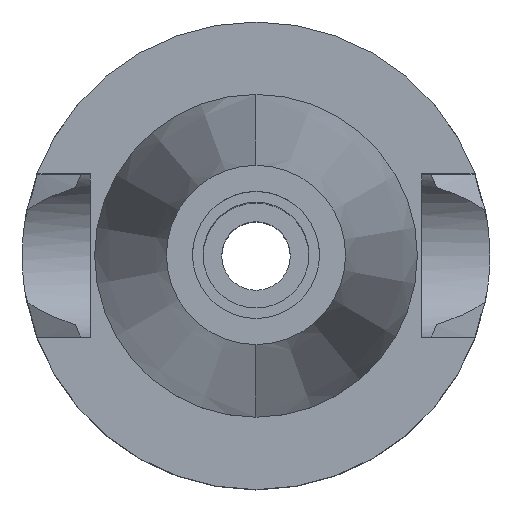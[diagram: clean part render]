
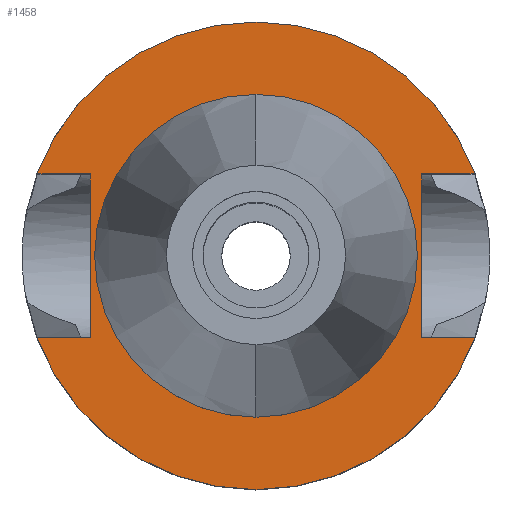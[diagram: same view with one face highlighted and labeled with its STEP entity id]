
A CAD part, top view. The second image highlights one B-rep face of the part: STEP entity #1458.
In plain terms, the highlighted planar face has unit normal (0, 0, 1).
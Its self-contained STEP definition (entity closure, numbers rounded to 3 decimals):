
#94=DIRECTION('',(0.,1.,0.));
#95=VECTOR('',#94,16.1);
#96=CARTESIAN_POINT('',(-16.3,-8.05,-1.));
#97=LINE('',#96,#95);
#101=DIRECTION('',(-1.,0.,0.));
#102=VECTOR('',#101,5.245);
#103=CARTESIAN_POINT('',(-16.3,8.05,-1.));
#104=LINE('',#103,#102);
#108=CARTESIAN_POINT('',(0.,0.,-1.));
#109=DIRECTION('',(0.,0.,-1.));
#110=DIRECTION('',(-0.937,0.35,0.));
#111=AXIS2_PLACEMENT_3D('',#108,#109,#110);
#116=CARTESIAN_POINT('',(0.,0.,-1.));
#117=DIRECTION('',(0.,0.,-1.));
#118=DIRECTION('',(0.,1.,0.));
#119=AXIS2_PLACEMENT_3D('',#116,#117,#118);
#124=DIRECTION('',(0.,-1.,0.));
#125=VECTOR('',#124,16.1);
#126=CARTESIAN_POINT('',(16.3,8.05,-1.));
#127=LINE('',#126,#125);
#131=DIRECTION('',(1.,0.,0.));
#132=VECTOR('',#131,5.245);
#133=CARTESIAN_POINT('',(16.3,-8.05,-1.));
#134=LINE('',#133,#132);
#138=CARTESIAN_POINT('',(0.,0.,-1.));
#139=DIRECTION('',(0.,0.,-1.));
#140=DIRECTION('',(0.937,-0.35,0.));
#141=AXIS2_PLACEMENT_3D('',#138,#139,#140);
#146=CARTESIAN_POINT('',(0.,0.,-1.));
#147=DIRECTION('',(0.,0.,-1.));
#148=DIRECTION('',(0.,-1.,0.));
#149=AXIS2_PLACEMENT_3D('',#146,#147,#148);
#154=CARTESIAN_POINT('',(0.,0.,-1.));
#155=DIRECTION('',(0.,0.,1.));
#156=DIRECTION('',(0.,-1.,0.));
#157=AXIS2_PLACEMENT_3D('',#154,#155,#156);
#162=CARTESIAN_POINT('',(0.,0.,-1.));
#163=DIRECTION('',(0.,0.,1.));
#164=DIRECTION('',(0.,1.,0.));
#165=AXIS2_PLACEMENT_3D('',#162,#163,#164);
#210=DIRECTION('',(-1.,0.,0.));
#211=VECTOR('',#210,5.245);
#212=CARTESIAN_POINT('',(-16.3,-8.05,-1.));
#213=LINE('',#212,#211);
#333=DIRECTION('',(1.,0.,0.));
#334=VECTOR('',#333,5.245);
#335=CARTESIAN_POINT('',(16.3,8.05,-1.));
#336=LINE('',#335,#334);
#1309=CARTESIAN_POINT('',(-16.3,-8.05,-1.));
#1310=VERTEX_POINT('',#1309);
#1311=CARTESIAN_POINT('',(-21.545,-8.05,-1.));
#1312=VERTEX_POINT('',#1311);
#1313=CARTESIAN_POINT('',(-16.3,8.05,-1.));
#1314=VERTEX_POINT('',#1313);
#1315=CARTESIAN_POINT('',(-21.545,8.05,-1.));
#1316=VERTEX_POINT('',#1315);
#1317=CARTESIAN_POINT('',(0.,23.,-1.));
#1318=CARTESIAN_POINT('',(21.545,8.05,-1.));
#1319=VERTEX_POINT('',#1317);
#1320=VERTEX_POINT('',#1318);
#1321=CARTESIAN_POINT('',(16.3,8.05,-1.));
#1322=VERTEX_POINT('',#1321);
#1323=CARTESIAN_POINT('',(16.3,-8.05,-1.));
#1324=VERTEX_POINT('',#1323);
#1325=CARTESIAN_POINT('',(21.545,-8.05,-1.));
#1326=VERTEX_POINT('',#1325);
#1327=CARTESIAN_POINT('',(0.,-23.,-1.));
#1328=VERTEX_POINT('',#1327);
#1329=CARTESIAN_POINT('',(0.,-15.875,-1.));
#1330=CARTESIAN_POINT('',(0.,15.875,-1.));
#1331=VERTEX_POINT('',#1329);
#1332=VERTEX_POINT('',#1330);
#1427=CARTESIAN_POINT('',(0.,0.,-1.));
#1428=DIRECTION('',(0.,0.,-1.));
#1429=DIRECTION('',(0.,-1.,0.));
#1430=AXIS2_PLACEMENT_3D('',#1427,#1428,#1429);
#1431=PLANE('',#1430);
#1433=ORIENTED_EDGE('',*,*,#1432,.T.);
#1435=ORIENTED_EDGE('',*,*,#1434,.T.);
#1437=ORIENTED_EDGE('',*,*,#1436,.T.);
#1439=ORIENTED_EDGE('',*,*,#1438,.T.);
#1441=ORIENTED_EDGE('',*,*,#1440,.F.);
#1443=ORIENTED_EDGE('',*,*,#1442,.T.);
#1445=ORIENTED_EDGE('',*,*,#1444,.T.);
#1447=ORIENTED_EDGE('',*,*,#1446,.T.);
#1449=ORIENTED_EDGE('',*,*,#1448,.T.);
#1451=ORIENTED_EDGE('',*,*,#1450,.F.);
#1452=EDGE_LOOP('',(#1433,#1435,#1437,#1439,#1441,#1443,#1445,#1447,#1449,
#1451));
#1453=FACE_OUTER_BOUND('',#1452,.F.);
#1454=ORIENTED_EDGE('',*,*,#1406,.T.);
#1455=ORIENTED_EDGE('',*,*,#1422,.T.);
#1456=EDGE_LOOP('',(#1454,#1455));
#1457=FACE_BOUND('',#1456,.F.);
#112=CIRCLE('',#111,23.);
#120=CIRCLE('',#119,23.);
#142=CIRCLE('',#141,23.);
#150=CIRCLE('',#149,23.);
#158=CIRCLE('',#157,15.875);
#166=CIRCLE('',#165,15.875);
#1406=EDGE_CURVE('',#1331,#1332,#158,.T.);
#1422=EDGE_CURVE('',#1332,#1331,#166,.T.);
#1432=EDGE_CURVE('',#1310,#1314,#97,.T.);
#1434=EDGE_CURVE('',#1314,#1316,#104,.T.);
#1436=EDGE_CURVE('',#1316,#1319,#112,.T.);
#1438=EDGE_CURVE('',#1319,#1320,#120,.T.);
#1440=EDGE_CURVE('',#1322,#1320,#336,.T.);
#1442=EDGE_CURVE('',#1322,#1324,#127,.T.);
#1444=EDGE_CURVE('',#1324,#1326,#134,.T.);
#1446=EDGE_CURVE('',#1326,#1328,#142,.T.);
#1448=EDGE_CURVE('',#1328,#1312,#150,.T.);
#1450=EDGE_CURVE('',#1310,#1312,#213,.T.);
#1458=ADVANCED_FACE('',(#1453,#1457),#1431,.F.);
